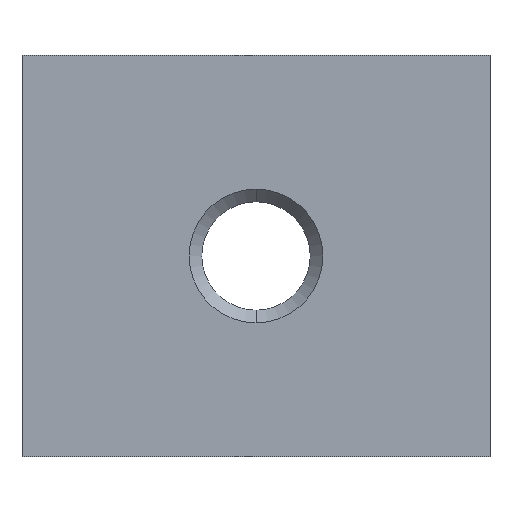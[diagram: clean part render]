
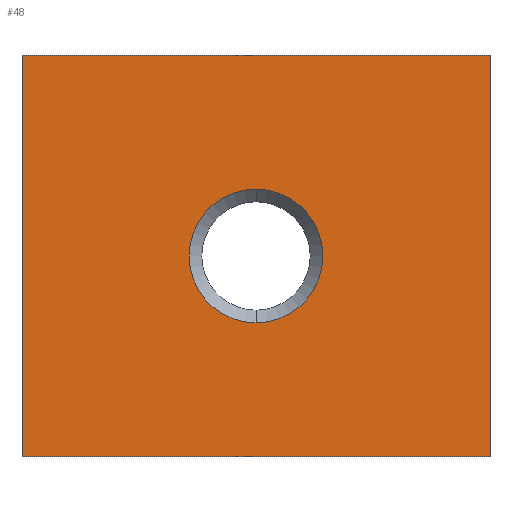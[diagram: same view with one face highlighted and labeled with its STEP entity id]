
A CAD part, front view. The second image highlights one B-rep face of the part: STEP entity #48.
In plain terms, the highlighted planar face has unit normal (0, -1, 0).
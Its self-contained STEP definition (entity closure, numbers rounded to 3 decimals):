
#1 = DIRECTION ( 'NONE',  ( 0., 0., -1. ) ) ;
#4 = CARTESIAN_POINT ( 'NONE',  ( -7., -3., 6. ) ) ;
#5 = ORIENTED_EDGE ( 'NONE', *, *, #67, .F. ) ;
#6 = CARTESIAN_POINT ( 'NONE',  ( 0., -3., 0. ) ) ;
#7 = VECTOR ( 'NONE', #161, 1000. ) ;
#27 = DIRECTION ( 'NONE',  ( 0., 1., 0. ) ) ;
#30 = AXIS2_PLACEMENT_3D ( 'NONE', #6, #57, #207 ) ;
#46 = CARTESIAN_POINT ( 'NONE',  ( 7., -3., 6. ) ) ;
#48 = ADVANCED_FACE ( 'PLANAR_1', ( #105, #222 ), #219, .F. ) ;
#57 = DIRECTION ( 'NONE',  ( 0., 1., 0. ) ) ;
#67 = EDGE_CURVE ( 'NONE', #89, #283, #106, .T. ) ;
#89 = VERTEX_POINT ( 'NONE', #223 ) ;
#91 = VECTOR ( 'NONE', #200, 1000. ) ;
#94 = CARTESIAN_POINT ( 'NONE',  ( -7., -3., -6. ) ) ;
#101 = AXIS2_PLACEMENT_3D ( 'NONE', #335, #27, #159 ) ;
#105 = FACE_OUTER_BOUND ( 'NONE', #252, .T. ) ;
#106 = LINE ( 'NONE', #251, #7 ) ;
#110 = DIRECTION ( 'NONE',  ( 1., 0., 0. ) ) ;
#115 = VERTEX_POINT ( 'NONE', #305 ) ;
#139 = LINE ( 'NONE', #258, #345 ) ;
#148 = CIRCLE ( 'NONE', #248, 2. ) ;
#155 = VECTOR ( 'NONE', #110, 1000. ) ;
#159 = DIRECTION ( 'NONE',  ( 0., 0., 1. ) ) ;
#161 = DIRECTION ( 'NONE',  ( -1., 0., 0. ) ) ;
#162 = EDGE_CURVE ( 'NONE', #280, #89, #139, .T. ) ;
#173 = LINE ( 'NONE', #4, #155 ) ;
#174 = EDGE_LOOP ( 'NONE', ( #259, #322 ) ) ;
#175 = ORIENTED_EDGE ( 'NONE', *, *, #162, .F. ) ;
#176 = DIRECTION ( 'NONE',  ( 0., 1., 0. ) ) ;
#184 = EDGE_CURVE ( 'NONE', #329, #115, #191, .T. ) ;
#191 = CIRCLE ( 'NONE', #30, 2. ) ;
#200 = DIRECTION ( 'NONE',  ( 0., 0., 1. ) ) ;
#207 = DIRECTION ( 'NONE',  ( 0., 0., 1. ) ) ;
#209 = EDGE_CURVE ( 'NONE', #236, #280, #173, .T. ) ;
#211 = CARTESIAN_POINT ( 'NONE',  ( 0., -3., 0. ) ) ;
#213 = EDGE_CURVE ( 'NONE', #283, #236, #227, .T. ) ;
#215 = CARTESIAN_POINT ( 'NONE',  ( -7., -3., 6. ) ) ;
#219 = PLANE ( 'NONE',  #101 ) ;
#222 = FACE_BOUND ( 'NONE', #174, .T. ) ;
#223 = CARTESIAN_POINT ( 'NONE',  ( 7., -3., -6. ) ) ;
#227 = LINE ( 'NONE', #338, #91 ) ;
#236 = VERTEX_POINT ( 'NONE', #215 ) ;
#248 = AXIS2_PLACEMENT_3D ( 'NONE', #211, #176, #269 ) ;
#251 = CARTESIAN_POINT ( 'NONE',  ( 7., -3., -6. ) ) ;
#252 = EDGE_LOOP ( 'NONE', ( #293, #5, #175, #358 ) ) ;
#258 = CARTESIAN_POINT ( 'NONE',  ( 7., -3., 6. ) ) ;
#259 = ORIENTED_EDGE ( 'NONE', *, *, #349, .T. ) ;
#269 = DIRECTION ( 'NONE',  ( 0., 0., 1. ) ) ;
#280 = VERTEX_POINT ( 'NONE', #46 ) ;
#283 = VERTEX_POINT ( 'NONE', #94 ) ;
#293 = ORIENTED_EDGE ( 'NONE', *, *, #213, .F. ) ;
#295 = CARTESIAN_POINT ( 'NONE',  ( 0., -3., 2. ) ) ;
#305 = CARTESIAN_POINT ( 'NONE',  ( 0., -3., -2. ) ) ;
#322 = ORIENTED_EDGE ( 'NONE', *, *, #184, .T. ) ;
#329 = VERTEX_POINT ( 'NONE', #295 ) ;
#335 = CARTESIAN_POINT ( 'NONE',  ( -7., -3., 6. ) ) ;
#338 = CARTESIAN_POINT ( 'NONE',  ( -7., -3., -6. ) ) ;
#345 = VECTOR ( 'NONE', #1, 1000. ) ;
#349 = EDGE_CURVE ( 'NONE', #115, #329, #148, .T. ) ;
#358 = ORIENTED_EDGE ( 'NONE', *, *, #209, .F. ) ;
